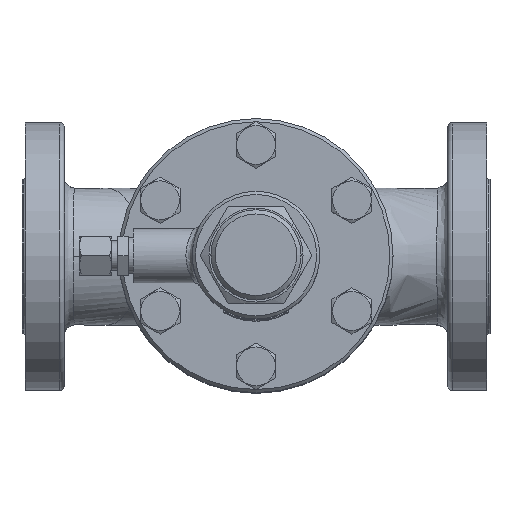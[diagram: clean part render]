
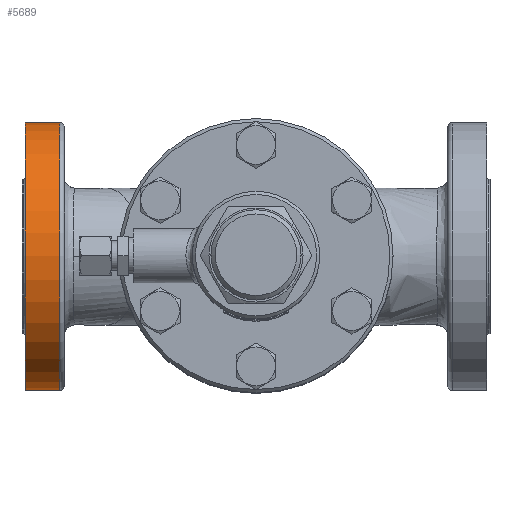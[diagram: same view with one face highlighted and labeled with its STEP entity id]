
A CAD part, top view. The second image highlights one B-rep face of the part: STEP entity #5689.
In plain terms, the highlighted cylindrical face has radius 63.5 mm (diameter 127 mm), a full revolution.
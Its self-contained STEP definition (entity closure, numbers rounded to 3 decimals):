
#326=CYLINDRICAL_SURFACE('',#6253,63.5);
#849=FACE_OUTER_BOUND('',#1254,.T.);
#1254=EDGE_LOOP('',(#5225,#5226,#5227,#5228,#5229,#5230));
#1648=LINE('',#11617,#2018);
#2018=VECTOR('',#7712,63.5);
#2222=CIRCLE('',#6235,63.5);
#2223=CIRCLE('',#6236,63.5);
#2233=CIRCLE('',#6251,63.5);
#2234=CIRCLE('',#6252,63.5);
#2821=VERTEX_POINT('',#11582);
#2822=VERTEX_POINT('',#11583);
#2831=VERTEX_POINT('',#11611);
#2832=VERTEX_POINT('',#11613);
#3623=EDGE_CURVE('',#2821,#2822,#2222,.T.);
#3624=EDGE_CURVE('',#2822,#2821,#2223,.T.);
#3638=EDGE_CURVE('',#2831,#2832,#2233,.T.);
#3639=EDGE_CURVE('',#2832,#2831,#2234,.T.);
#3640=EDGE_CURVE('',#2832,#2822,#1648,.T.);
#5225=ORIENTED_EDGE('',*,*,#3639,.F.);
#5226=ORIENTED_EDGE('',*,*,#3640,.T.);
#5227=ORIENTED_EDGE('',*,*,#3624,.T.);
#5228=ORIENTED_EDGE('',*,*,#3623,.T.);
#5229=ORIENTED_EDGE('',*,*,#3640,.F.);
#5230=ORIENTED_EDGE('',*,*,#3638,.F.);
#5689=ADVANCED_FACE('',(#849),#326,.T.);
#6235=AXIS2_PLACEMENT_3D('',#11584,#7670,#7671);
#6236=AXIS2_PLACEMENT_3D('',#11585,#7672,#7673);
#6251=AXIS2_PLACEMENT_3D('',#11614,#7706,#7707);
#6252=AXIS2_PLACEMENT_3D('',#11615,#7708,#7709);
#6253=AXIS2_PLACEMENT_3D('',#11616,#7710,#7711);
#7670=DIRECTION('center_axis',(1.,0.,0.));
#7671=DIRECTION('ref_axis',(0.,-1.,0.));
#7672=DIRECTION('center_axis',(1.,0.,0.));
#7673=DIRECTION('ref_axis',(0.,-1.,0.));
#7706=DIRECTION('center_axis',(1.,0.,0.));
#7707=DIRECTION('ref_axis',(0.,-1.,0.));
#7708=DIRECTION('center_axis',(1.,0.,0.));
#7709=DIRECTION('ref_axis',(0.,-1.,0.));
#7710=DIRECTION('center_axis',(-1.,0.,0.));
#7711=DIRECTION('ref_axis',(0.,-1.,0.));
#7712=DIRECTION('',(-1.,0.,0.));
#11582=CARTESIAN_POINT('',(-109.4,0.,-136.5));
#11583=CARTESIAN_POINT('',(-109.4,63.5,-73.));
#11584=CARTESIAN_POINT('Origin',(-109.4,0.,-73.));
#11585=CARTESIAN_POINT('Origin',(-109.4,0.,-73.));
#11611=CARTESIAN_POINT('',(-93.,0.,-9.5));
#11613=CARTESIAN_POINT('',(-93.,63.5,-73.));
#11614=CARTESIAN_POINT('Origin',(-93.,0.,-73.));
#11615=CARTESIAN_POINT('Origin',(-93.,0.,-73.));
#11616=CARTESIAN_POINT('Origin',(-111.,0.,-73.));
#11617=CARTESIAN_POINT('',(-111.,63.5,-73.));
